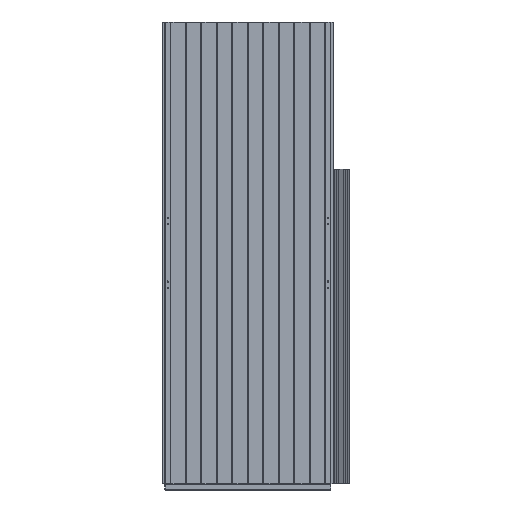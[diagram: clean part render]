
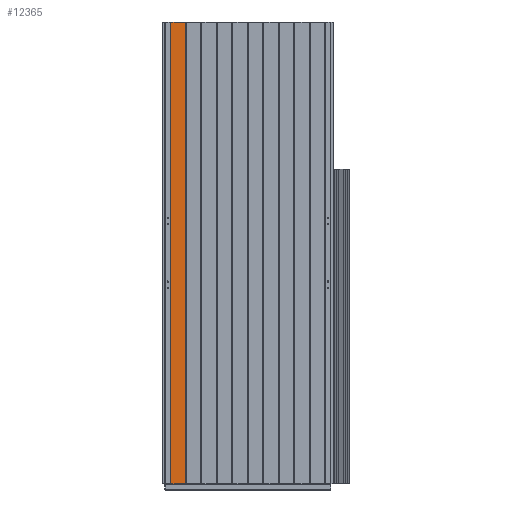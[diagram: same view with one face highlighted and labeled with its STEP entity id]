
A CAD part, left-side view. The second image highlights one B-rep face of the part: STEP entity #12365.
In plain terms, the highlighted free-form (B-spline) face has degree [1, 1] with [2, 2] control points.
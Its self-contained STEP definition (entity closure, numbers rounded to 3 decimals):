
#12267 = VERTEX_POINT('',#12268);
#12268 = CARTESIAN_POINT('',(-588.269,429.277,
    -1589.915));
#12273 = EDGE_CURVE('',#12274,#12267,#12276,.T.);
#12274 = VERTEX_POINT('',#12275);
#12275 = CARTESIAN_POINT('',(-588.269,529.972,
    -1589.915));
#12276 = B_SPLINE_CURVE_WITH_KNOTS('',1,(#12277,#12278),.UNSPECIFIED.,
  .F.,.F.,(2,2),(0.,95.),.PIECEWISE_BEZIER_KNOTS.);
#12277 = CARTESIAN_POINT('',(-588.269,529.972,
    -1589.915));
#12278 = CARTESIAN_POINT('',(-588.269,429.277,
    -1589.915));
#12301 = VERTEX_POINT('',#12302);
#12302 = CARTESIAN_POINT('',(-588.269,429.277,
    1589.915));
#12307 = EDGE_CURVE('',#12267,#12301,#12308,.T.);
#12308 = B_SPLINE_CURVE_WITH_KNOTS('',1,(#12309,#12310),.UNSPECIFIED.,
  .F.,.F.,(2,2),(0.,3000.),.PIECEWISE_BEZIER_KNOTS.);
#12309 = CARTESIAN_POINT('',(-588.269,429.277,
    -1589.915));
#12310 = CARTESIAN_POINT('',(-588.269,429.277,
    1589.915));
#12329 = VERTEX_POINT('',#12330);
#12330 = CARTESIAN_POINT('',(-588.269,529.972,
    1589.915));
#12335 = EDGE_CURVE('',#12301,#12329,#12336,.T.);
#12336 = B_SPLINE_CURVE_WITH_KNOTS('',1,(#12337,#12338),.UNSPECIFIED.,
  .F.,.F.,(2,2),(0.,95.),.PIECEWISE_BEZIER_KNOTS.);
#12337 = CARTESIAN_POINT('',(-588.269,429.277,
    1589.915));
#12338 = CARTESIAN_POINT('',(-588.269,529.972,
    1589.915));
#12355 = EDGE_CURVE('',#12329,#12274,#12356,.T.);
#12356 = B_SPLINE_CURVE_WITH_KNOTS('',1,(#12357,#12358),.UNSPECIFIED.,
  .F.,.F.,(2,2),(0.,3000.),.PIECEWISE_BEZIER_KNOTS.);
#12357 = CARTESIAN_POINT('',(-588.269,529.972,
    1589.915));
#12358 = CARTESIAN_POINT('',(-588.269,529.972,
    -1589.915));
#12365 = ADVANCED_FACE('',(#12366),#12372,.T.);
#12366 = FACE_BOUND('',#12367,.T.);
#12367 = EDGE_LOOP('',(#12368,#12369,#12370,#12371));
#12368 = ORIENTED_EDGE('',*,*,#12273,.T.);
#12369 = ORIENTED_EDGE('',*,*,#12307,.T.);
#12370 = ORIENTED_EDGE('',*,*,#12335,.T.);
#12371 = ORIENTED_EDGE('',*,*,#12355,.T.);
#12372 = B_SPLINE_SURFACE_WITH_KNOTS('',1,1,(
    (#12373,#12374)
    ,(#12375,#12376
  )),.UNSPECIFIED.,.F.,.F.,.F.,(2,2),(2,2),(-47.5,47.5),(-1500.,
    1500.),.PIECEWISE_BEZIER_KNOTS.);
#12373 = CARTESIAN_POINT('',(-588.269,529.972,
    -1589.915));
#12374 = CARTESIAN_POINT('',(-588.269,529.972,
    1589.915));
#12375 = CARTESIAN_POINT('',(-588.269,429.277,
    -1589.915));
#12376 = CARTESIAN_POINT('',(-588.269,429.277,
    1589.915));
